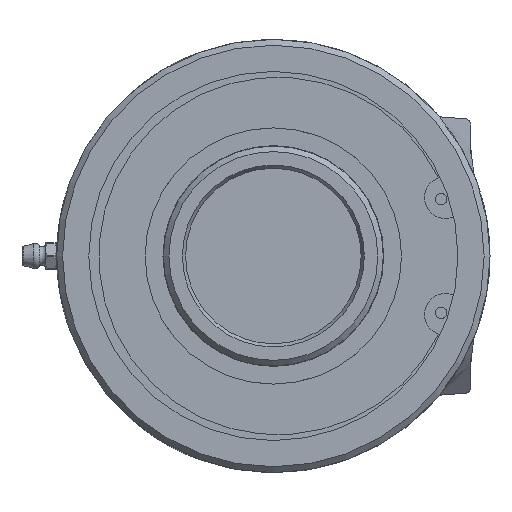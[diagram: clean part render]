
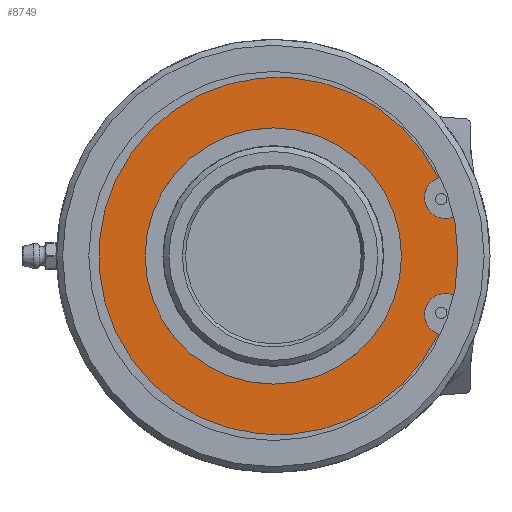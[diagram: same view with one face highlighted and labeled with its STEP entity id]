
A CAD part, left-side view. The second image highlights one B-rep face of the part: STEP entity #8749.
In plain terms, the highlighted planar face has unit normal (-1, 0, 0).
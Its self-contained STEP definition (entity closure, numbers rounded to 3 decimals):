
#473=PLANE('',#9408);
#522=FACE_BOUND('',#1932,.T.);
#1408=FACE_OUTER_BOUND('',#1931,.T.);
#1931=EDGE_LOOP('',(#7783,#7784,#7785,#7786,#7787,#7788));
#1932=EDGE_LOOP('',(#7789,#7790));
#2079=CIRCLE('',#8931,5.682);
#2085=CIRCLE('',#8942,5.682);
#2087=CIRCLE('',#8945,48.478);
#2117=CIRCLE('',#8992,34.75);
#2118=CIRCLE('',#8993,34.75);
#2336=CIRCLE('',#9409,53.8);
#2395=LINE('',#14314,#2826);
#2400=LINE('',#14334,#2831);
#2826=VECTOR('',#9720,10.);
#2831=VECTOR('',#9739,10.);
#3502=VERTEX_POINT('',#14300);
#3503=VERTEX_POINT('',#14302);
#3506=VERTEX_POINT('',#14312);
#3513=VERTEX_POINT('',#14331);
#3514=VERTEX_POINT('',#14333);
#3517=VERTEX_POINT('',#14343);
#3550=VERTEX_POINT('',#14462);
#3551=VERTEX_POINT('',#14463);
#4385=EDGE_CURVE('',#3503,#3502,#2079,.T.);
#4390=EDGE_CURVE('',#3502,#3506,#2395,.T.);
#4399=EDGE_CURVE('',#3514,#3513,#2400,.T.);
#4404=EDGE_CURVE('',#3513,#3517,#2085,.T.);
#4406=EDGE_CURVE('',#3517,#3503,#2087,.T.);
#4455=EDGE_CURVE('',#3550,#3551,#2117,.T.);
#4456=EDGE_CURVE('',#3551,#3550,#2118,.T.);
#5316=EDGE_CURVE('',#3506,#3514,#2336,.T.);
#7783=ORIENTED_EDGE('',*,*,#4390,.T.);
#7784=ORIENTED_EDGE('',*,*,#5316,.T.);
#7785=ORIENTED_EDGE('',*,*,#4399,.T.);
#7786=ORIENTED_EDGE('',*,*,#4404,.T.);
#7787=ORIENTED_EDGE('',*,*,#4406,.T.);
#7788=ORIENTED_EDGE('',*,*,#4385,.T.);
#7789=ORIENTED_EDGE('',*,*,#4455,.T.);
#7790=ORIENTED_EDGE('',*,*,#4456,.T.);
#8749=ADVANCED_FACE('',(#1408,#522),#473,.F.);
#8931=AXIS2_PLACEMENT_3D('',#14303,#9713,#9714);
#8942=AXIS2_PLACEMENT_3D('',#14345,#9746,#9747);
#8945=AXIS2_PLACEMENT_3D('',#14348,#9752,#9753);
#8992=AXIS2_PLACEMENT_3D('',#14464,#9857,#9858);
#8993=AXIS2_PLACEMENT_3D('',#14465,#9859,#9860);
#9408=AXIS2_PLACEMENT_3D('',#25536,#11063,#11064);
#9409=AXIS2_PLACEMENT_3D('',#25537,#11065,#11066);
#9713=DIRECTION('center_axis',(1.,0.,0.));
#9714=DIRECTION('ref_axis',(0.,-0.335,0.942));
#9720=DIRECTION('',(0.,-0.96,-0.281));
#9739=DIRECTION('',(0.,0.96,-0.281));
#9746=DIRECTION('center_axis',(1.,0.,0.));
#9747=DIRECTION('ref_axis',(0.,0.335,0.942));
#9752=DIRECTION('center_axis',(-1.,0.,0.));
#9753=DIRECTION('ref_axis',(0.,1.,0.));
#9857=DIRECTION('center_axis',(1.,0.,0.));
#9858=DIRECTION('ref_axis',(0.,1.,0.));
#9859=DIRECTION('center_axis',(1.,0.,0.));
#9860=DIRECTION('ref_axis',(0.,1.,0.));
#11063=DIRECTION('center_axis',(1.,0.,0.));
#11064=DIRECTION('ref_axis',(0.,0.,-1.));
#11065=DIRECTION('center_axis',(-1.,0.,0.));
#11066=DIRECTION('ref_axis',(0.,1.,0.));
#14300=CARTESIAN_POINT('',(10.375,-48.558,-10.495));
#14302=CARTESIAN_POINT('',(10.375,-44.751,-21.202));
#14303=CARTESIAN_POINT('Origin',(10.375,-46.655,-15.848));
#14312=CARTESIAN_POINT('',(10.375,-52.522,-11.656));
#14314=CARTESIAN_POINT('',(10.375,-14.375,-0.486));
#14331=CARTESIAN_POINT('',(10.375,-48.558,10.495));
#14333=CARTESIAN_POINT('',(10.375,-52.522,11.656));
#14334=CARTESIAN_POINT('',(10.375,-12.393,-0.094));
#14343=CARTESIAN_POINT('',(10.375,-44.751,21.202));
#14345=CARTESIAN_POINT('Origin',(10.375,-46.655,15.848));
#14348=CARTESIAN_POINT('Origin',(10.375,-1.155,0.));
#14462=CARTESIAN_POINT('',(10.375,34.75,0.));
#14463=CARTESIAN_POINT('',(10.375,-34.75,0.));
#14464=CARTESIAN_POINT('Origin',(10.375,0.,0.));
#14465=CARTESIAN_POINT('Origin',(10.375,0.,0.));
#25536=CARTESIAN_POINT('Origin',(10.375,26.9,0.));
#25537=CARTESIAN_POINT('Origin',(10.375,0.,0.));
